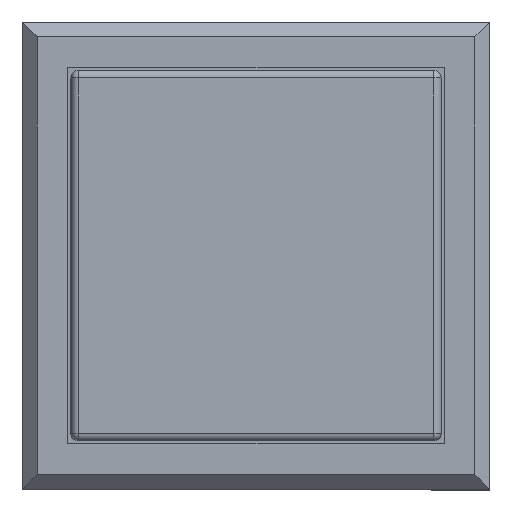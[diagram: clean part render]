
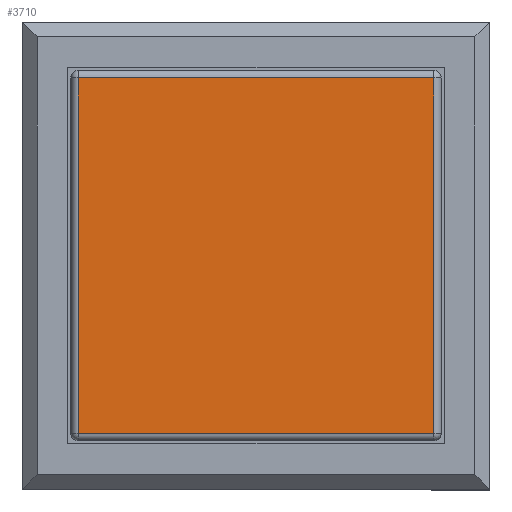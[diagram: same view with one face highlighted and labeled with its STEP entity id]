
A CAD part, top view. The second image highlights one B-rep face of the part: STEP entity #3710.
In plain terms, the highlighted planar face has unit normal (0, 0, 1).
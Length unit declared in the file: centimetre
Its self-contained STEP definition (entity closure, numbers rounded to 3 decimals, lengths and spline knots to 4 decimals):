
#314=FACE_OUTER_BOUND('',#549,.T.);
#549=EDGE_LOOP('',(#3281,#3282,#3283,#3284));
#1014=LINE('',#5980,#1474);
#1015=LINE('',#5982,#1475);
#1016=LINE('',#5984,#1476);
#1017=LINE('',#5985,#1477);
#1474=VECTOR('',#4913,1.);
#1475=VECTOR('',#4914,1.);
#1476=VECTOR('',#4915,1.);
#1477=VECTOR('',#4916,1.);
#1805=VERTEX_POINT('',#5978);
#1806=VERTEX_POINT('',#5979);
#1807=VERTEX_POINT('',#5981);
#1808=VERTEX_POINT('',#5983);
#2299=EDGE_CURVE('',#1805,#1806,#1014,.T.);
#2300=EDGE_CURVE('',#1807,#1805,#1015,.T.);
#2301=EDGE_CURVE('',#1808,#1807,#1016,.T.);
#2302=EDGE_CURVE('',#1806,#1808,#1017,.T.);
#3281=ORIENTED_EDGE('',*,*,#2299,.F.);
#3282=ORIENTED_EDGE('',*,*,#2300,.F.);
#3283=ORIENTED_EDGE('',*,*,#2301,.F.);
#3284=ORIENTED_EDGE('',*,*,#2302,.F.);
#3513=PLANE('',#3972);
#3710=ADVANCED_FACE('',(#314),#3513,.T.);
#3972=AXIS2_PLACEMENT_3D('',#5977,#4911,#4912);
#4911=DIRECTION('center_axis',(0.,0.,
1.));
#4912=DIRECTION('ref_axis',(0.,1.,0.));
#4913=DIRECTION('',(1.,0.,0.));
#4914=DIRECTION('',(0.,1.,0.));
#4915=DIRECTION('',(-1.,0.,0.));
#4916=DIRECTION('',(0.,-1.,0.));
#5977=CARTESIAN_POINT('Origin',(0.,0.,
0.27));
#5978=CARTESIAN_POINT('',(-0.585,0.585,0.27));
#5979=CARTESIAN_POINT('',(0.585,0.585,0.27));
#5980=CARTESIAN_POINT('',(-0.305,0.585,0.27));
#5981=CARTESIAN_POINT('',(-0.585,-0.585,0.27));
#5982=CARTESIAN_POINT('',(-0.585,-0.305,0.27));
#5983=CARTESIAN_POINT('',(0.585,-0.585,0.27));
#5984=CARTESIAN_POINT('',(0.305,-0.585,0.27));
#5985=CARTESIAN_POINT('',(0.585,0.305,0.27));
